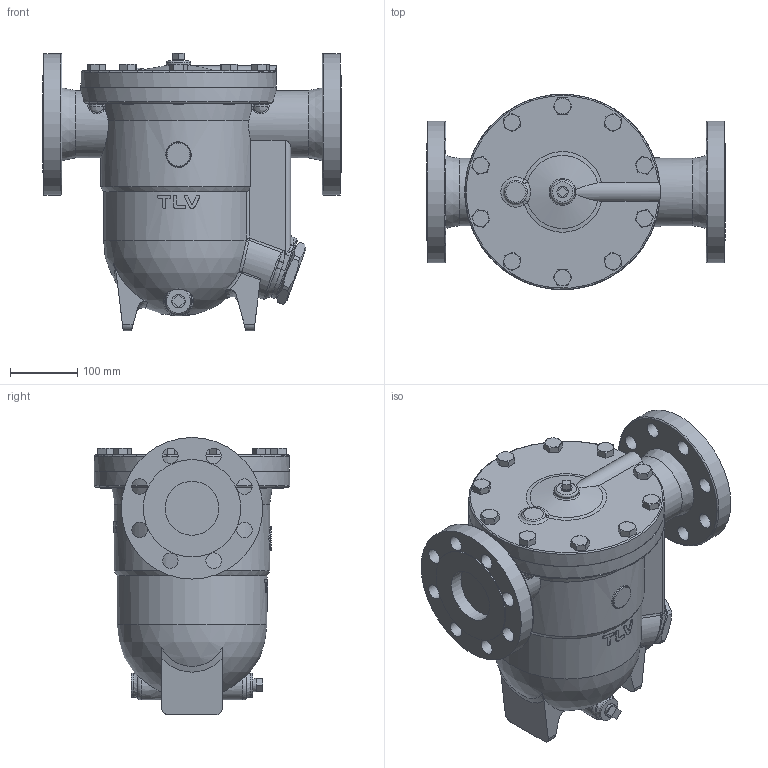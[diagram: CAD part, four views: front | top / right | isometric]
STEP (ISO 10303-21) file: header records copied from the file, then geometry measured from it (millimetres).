
FILE_DESCRIPTION((''),'2;1');
FILE_NAME('j75x0-080-a0250-00.stp','2010-06-08T10:30:59',('nakaot'),(''),'Autodesk Inventor 2008','Autodesk Inventor 2008','');
FILE_SCHEMA(('AUTOMOTIVE_DESIGN { 1 0 10303 214 1 1 1 1 }'));
Length unit declared in the file: millimetre
Products named in the file (1): j75x0-080-a0250-00
Bounding box: 443 x 290 x 412 mm (x, y, z)
Volume: 18822636.1 mm3; surface area: 727226.7 mm2
Topology: 1 solids, 1 shells, 428 faces, 1063 edges, 670 vertices
Faces by surface type: plane 154, bspline 124, cone 74, cylinder 63, torus 11, sphere 2
Full cylindrical faces by diameter (mm): 16 x16, 36 x2, 80 x2, 100 x2, 144.5 x1, 200 x1, 210 x2, 290 x2
Entity records: 24928 total; most frequent: CARTESIAN_POINT 16225, ORIENTED_EDGE 1884, DIRECTION 1536, EDGE_CURVE 942, AXIS2_PLACEMENT_3D 638, VERTEX_POINT 626, EDGE_LOOP 590, FACE_OUTER_BOUND 428
